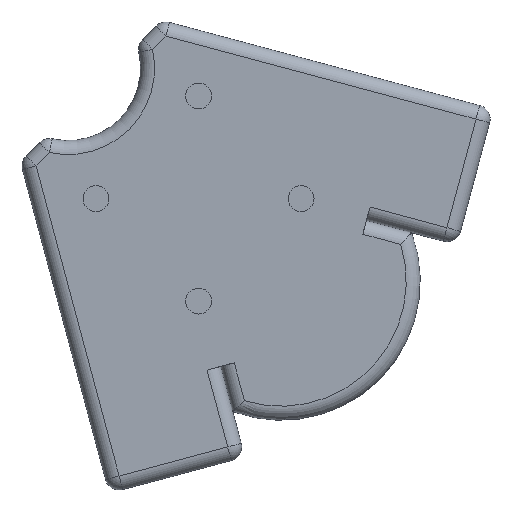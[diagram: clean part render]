
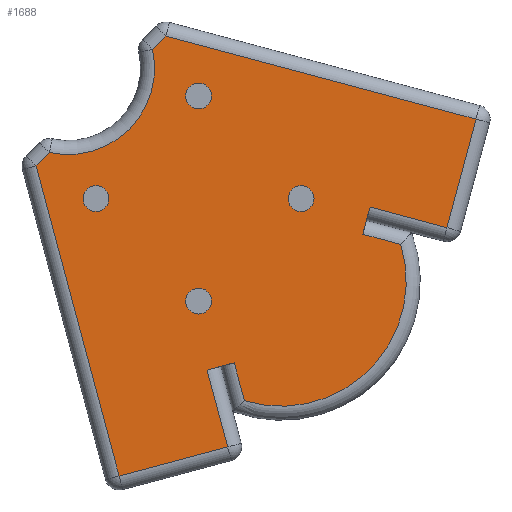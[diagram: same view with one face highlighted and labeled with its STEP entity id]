
A CAD part, front view. The second image highlights one B-rep face of the part: STEP entity #1688.
In plain terms, the highlighted face is planar.
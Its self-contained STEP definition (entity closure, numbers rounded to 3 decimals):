
#25=FACE_BOUND('',#662,.T.);
#26=FACE_BOUND('',#663,.T.);
#27=FACE_BOUND('',#664,.T.);
#28=FACE_BOUND('',#665,.T.);
#117=CIRCLE('',#1849,2.75);
#119=CIRCLE('',#1853,2.75);
#121=CIRCLE('',#1857,2.75);
#123=CIRCLE('',#1861,2.75);
#133=CIRCLE('',#1879,18.5);
#147=CIRCLE('',#1905,26.724);
#284=LINE('',#3067,#390);
#286=LINE('',#3076,#392);
#287=LINE('',#3082,#393);
#289=LINE('',#3101,#395);
#298=LINE('',#3130,#404);
#299=LINE('',#3137,#405);
#302=LINE('',#3147,#408);
#303=LINE('',#3148,#409);
#304=LINE('',#3150,#410);
#305=LINE('',#3151,#411);
#306=LINE('',#3153,#412);
#307=LINE('',#3156,#413);
#390=VECTOR('',#2291,10.);
#392=VECTOR('',#2299,10.);
#393=VECTOR('',#2306,10.);
#395=VECTOR('',#2338,10.);
#404=VECTOR('',#2367,10.);
#405=VECTOR('',#2374,10.);
#408=VECTOR('',#2383,10.);
#409=VECTOR('',#2384,10.);
#410=VECTOR('',#2385,10.);
#411=VECTOR('',#2386,10.);
#412=VECTOR('',#2387,10.);
#413=VECTOR('',#2390,10.);
#452=PLANE('',#1904);
#543=FACE_OUTER_BOUND('',#661,.T.);
#661=EDGE_LOOP('',(#1464,#1465,#1466,#1467,#1468,#1469,#1470,#1471,#1472,
#1473,#1474,#1475,#1476,#1477));
#662=EDGE_LOOP('',(#1478));
#663=EDGE_LOOP('',(#1479));
#664=EDGE_LOOP('',(#1480));
#665=EDGE_LOOP('',(#1481));
#823=VERTEX_POINT('',#3021);
#825=VERTEX_POINT('',#3028);
#827=VERTEX_POINT('',#3035);
#829=VERTEX_POINT('',#3042);
#836=VERTEX_POINT('',#3064);
#837=VERTEX_POINT('',#3066);
#840=VERTEX_POINT('',#3073);
#841=VERTEX_POINT('',#3075);
#843=VERTEX_POINT('',#3080);
#845=VERTEX_POINT('',#3100);
#854=VERTEX_POINT('',#3128);
#855=VERTEX_POINT('',#3129);
#857=VERTEX_POINT('',#3135);
#858=VERTEX_POINT('',#3136);
#862=VERTEX_POINT('',#3146);
#863=VERTEX_POINT('',#3149);
#864=VERTEX_POINT('',#3152);
#865=VERTEX_POINT('',#3154);
#1016=EDGE_CURVE('',#823,#823,#117,.T.);
#1019=EDGE_CURVE('',#825,#825,#119,.T.);
#1022=EDGE_CURVE('',#827,#827,#121,.T.);
#1025=EDGE_CURVE('',#829,#829,#123,.T.);
#1037=EDGE_CURVE('',#836,#837,#284,.T.);
#1041=EDGE_CURVE('',#840,#841,#286,.T.);
#1044=EDGE_CURVE('',#843,#840,#287,.T.);
#1049=EDGE_CURVE('',#837,#843,#133,.T.);
#1054=EDGE_CURVE('',#845,#836,#289,.T.);
#1068=EDGE_CURVE('',#854,#855,#298,.T.);
#1071=EDGE_CURVE('',#857,#858,#299,.T.);
#1076=EDGE_CURVE('',#858,#862,#302,.T.);
#1077=EDGE_CURVE('',#841,#857,#303,.T.);
#1078=EDGE_CURVE('',#863,#845,#304,.T.);
#1079=EDGE_CURVE('',#855,#863,#305,.T.);
#1080=EDGE_CURVE('',#864,#854,#306,.T.);
#1081=EDGE_CURVE('',#865,#864,#147,.T.);
#1082=EDGE_CURVE('',#862,#865,#307,.T.);
#1464=ORIENTED_EDGE('',*,*,#1076,.F.);
#1465=ORIENTED_EDGE('',*,*,#1071,.F.);
#1466=ORIENTED_EDGE('',*,*,#1077,.F.);
#1467=ORIENTED_EDGE('',*,*,#1041,.F.);
#1468=ORIENTED_EDGE('',*,*,#1044,.F.);
#1469=ORIENTED_EDGE('',*,*,#1049,.F.);
#1470=ORIENTED_EDGE('',*,*,#1037,.F.);
#1471=ORIENTED_EDGE('',*,*,#1054,.F.);
#1472=ORIENTED_EDGE('',*,*,#1078,.F.);
#1473=ORIENTED_EDGE('',*,*,#1079,.F.);
#1474=ORIENTED_EDGE('',*,*,#1068,.F.);
#1475=ORIENTED_EDGE('',*,*,#1080,.F.);
#1476=ORIENTED_EDGE('',*,*,#1081,.F.);
#1477=ORIENTED_EDGE('',*,*,#1082,.F.);
#1478=ORIENTED_EDGE('',*,*,#1025,.T.);
#1479=ORIENTED_EDGE('',*,*,#1022,.T.);
#1480=ORIENTED_EDGE('',*,*,#1019,.T.);
#1481=ORIENTED_EDGE('',*,*,#1016,.T.);
#1688=ADVANCED_FACE('',(#543,#25,#26,#27,#28),#452,.F.);
#1849=AXIS2_PLACEMENT_3D('',#3022,#2241,#2242);
#1853=AXIS2_PLACEMENT_3D('',#3029,#2250,#2251);
#1857=AXIS2_PLACEMENT_3D('',#3036,#2259,#2260);
#1861=AXIS2_PLACEMENT_3D('',#3043,#2268,#2269);
#1879=AXIS2_PLACEMENT_3D('',#3090,#2318,#2319);
#1904=AXIS2_PLACEMENT_3D('',#3145,#2381,#2382);
#1905=AXIS2_PLACEMENT_3D('',#3155,#2388,#2389);
#2241=DIRECTION('center_axis',(0.,-1.,0.));
#2242=DIRECTION('ref_axis',(-1.,0.,0.));
#2250=DIRECTION('center_axis',(0.,-1.,0.));
#2251=DIRECTION('ref_axis',(-1.,0.,0.));
#2259=DIRECTION('center_axis',(0.,-1.,0.));
#2260=DIRECTION('ref_axis',(-1.,0.,0.));
#2268=DIRECTION('center_axis',(0.,-1.,0.));
#2269=DIRECTION('ref_axis',(-1.,0.,0.));
#2291=DIRECTION('',(-0.707,0.,0.707));
#2299=DIRECTION('',(-0.966,0.,-0.259));
#2306=DIRECTION('',(-0.707,0.,0.707));
#2318=DIRECTION('center_axis',(0.,1.,0.));
#2319=DIRECTION('ref_axis',(-0.707,0.,-0.707));
#2338=DIRECTION('',(0.259,0.,0.966));
#2367=DIRECTION('',(0.966,0.,-0.259));
#2374=DIRECTION('',(0.966,0.,0.259));
#2381=DIRECTION('center_axis',(0.,-1.,0.));
#2382=DIRECTION('ref_axis',(-1.,0.,0.));
#2383=DIRECTION('',(0.259,0.,-0.966));
#2384=DIRECTION('',(0.259,0.,-0.966));
#2385=DIRECTION('',(0.966,0.,-0.259));
#2386=DIRECTION('',(-0.259,0.,-0.966));
#2387=DIRECTION('',(0.259,0.,0.966));
#2388=DIRECTION('center_axis',(0.,-1.,0.));
#2389=DIRECTION('ref_axis',(-0.707,0.,-0.707));
#2390=DIRECTION('',(-0.966,0.,-0.259));
#3021=CARTESIAN_POINT('',(33.581,60.,-6.011));
#3022=CARTESIAN_POINT('Origin',(30.831,60.,-6.011));
#3028=CARTESIAN_POINT('',(11.689,60.,-27.904));
#3029=CARTESIAN_POINT('Origin',(8.939,60.,-27.904));
#3035=CARTESIAN_POINT('',(55.473,60.,-27.904));
#3036=CARTESIAN_POINT('Origin',(52.723,60.,-27.904));
#3042=CARTESIAN_POINT('',(33.581,60.,-49.796));
#3043=CARTESIAN_POINT('Origin',(30.831,60.,-49.796));
#3064=CARTESIAN_POINT('',(65.558,60.,-20.897));
#3066=CARTESIAN_POINT('',(62.726,60.,-18.064));
#3067=CARTESIAN_POINT('',(56.596,60.,-11.934));
#3073=CARTESIAN_POINT('',(37.838,60.,6.824));
#3075=CARTESIAN_POINT('',(-28.407,60.,-10.926));
#3076=CARTESIAN_POINT('',(47.57,60.,9.432));
#3080=CARTESIAN_POINT('',(40.67,60.,3.992));
#3082=CARTESIAN_POINT('',(44.156,60.,0.506));
#3090=CARTESIAN_POINT('Origin',(58.734,60.,0.));
#3100=CARTESIAN_POINT('',(47.808,60.,-87.141));
#3101=CARTESIAN_POINT('',(62.561,60.,-32.084));
#3128=CARTESIAN_POINT('',(23.23,60.,-62.956));
#3129=CARTESIAN_POINT('',(29.026,60.,-64.509));
#3130=CARTESIAN_POINT('',(33.373,60.,-65.674));
#3135=CARTESIAN_POINT('',(-22.195,60.,-34.108));
#3136=CARTESIAN_POINT('',(-5.775,60.,-29.708));
#3137=CARTESIAN_POINT('',(49.292,60.,-14.953));
#3145=CARTESIAN_POINT('Origin',(58.734,60.,0.));
#3146=CARTESIAN_POINT('',(-4.222,60.,-35.504));
#3147=CARTESIAN_POINT('',(-10.822,60.,-10.873));
#3148=CARTESIAN_POINT('',(-28.278,60.,-11.409));
#3149=CARTESIAN_POINT('',(24.626,60.,-80.93));
#3150=CARTESIAN_POINT('',(25.109,60.,-81.059));
#3151=CARTESIAN_POINT('',(38.605,60.,-28.76));
#3152=CARTESIAN_POINT('',(21.057,60.,-71.066));
#3153=CARTESIAN_POINT('',(32.289,60.,-29.149));
#3154=CARTESIAN_POINT('',(-12.332,60.,-37.677));
#3155=CARTESIAN_POINT('Origin',(13.216,60.,-45.518));
#3156=CARTESIAN_POINT('',(24.756,60.,-27.739));
